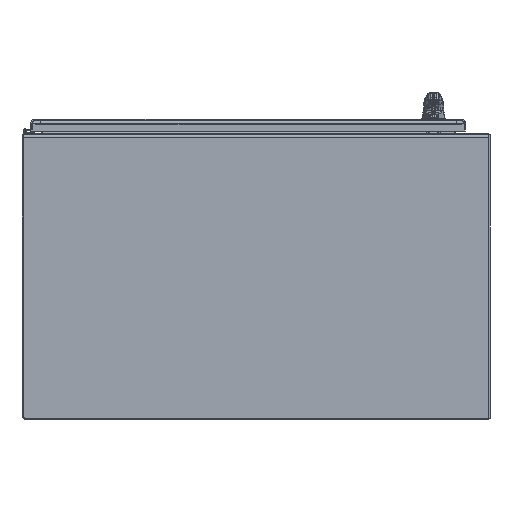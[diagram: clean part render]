
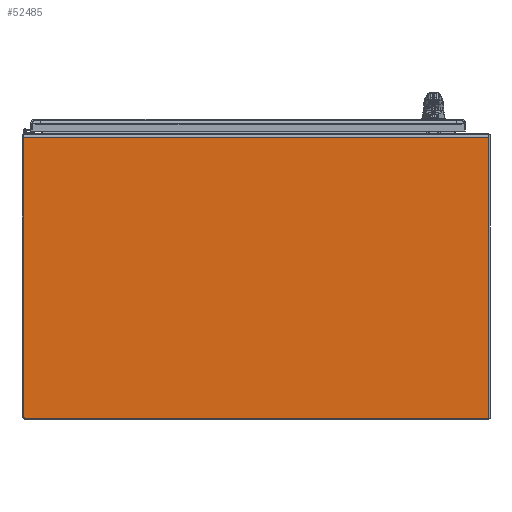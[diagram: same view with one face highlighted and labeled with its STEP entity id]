
A CAD part, front view. The second image highlights one B-rep face of the part: STEP entity #52485.
In plain terms, the highlighted face is planar.
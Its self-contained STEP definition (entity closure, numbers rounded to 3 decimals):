
#2974=PLANE('',#55928);
#4474=FACE_OUTER_BOUND('',#7787,.T.);
#7787=EDGE_LOOP('',(#35828,#35829,#35830,#35831));
#14557=LINE('',#78749,#18719);
#14562=LINE('',#78763,#18724);
#14564=LINE('',#78768,#18726);
#14566=LINE('',#78772,#18728);
#18719=VECTOR('',#62409,23.667);
#18724=VECTOR('',#62420,23.667);
#18726=VECTOR('',#62428,39.292);
#18728=VECTOR('',#62434,39.292);
#22831=VERTEX_POINT('',#78746);
#22832=VERTEX_POINT('',#78748);
#22837=VERTEX_POINT('',#78760);
#22838=VERTEX_POINT('',#78762);
#27833=EDGE_CURVE('',#22831,#22832,#14557,.T.);
#27840=EDGE_CURVE('',#22837,#22838,#14562,.T.);
#27843=EDGE_CURVE('',#22831,#22838,#14564,.T.);
#27845=EDGE_CURVE('',#22832,#22837,#14566,.T.);
#35828=ORIENTED_EDGE('',*,*,#27843,.T.);
#35829=ORIENTED_EDGE('',*,*,#27840,.F.);
#35830=ORIENTED_EDGE('',*,*,#27845,.F.);
#35831=ORIENTED_EDGE('',*,*,#27833,.F.);
#52485=ADVANCED_FACE('',(#4474),#2974,.F.);
#55928=AXIS2_PLACEMENT_3D('',#78773,#62435,#62436);
#62409=DIRECTION('',(0.,-1.,0.));
#62420=DIRECTION('',(0.,1.,0.));
#62428=DIRECTION('',(1.,0.,0.));
#62434=DIRECTION('',(1.,0.,0.));
#62435=DIRECTION('center_axis',(0.,0.,1.));
#62436=DIRECTION('ref_axis',(1.,0.,0.));
#78746=CARTESIAN_POINT('',(0.,23.667,0.));
#78748=CARTESIAN_POINT('',(0.,0.,0.));
#78749=CARTESIAN_POINT('',(0.,23.917,0.));
#78760=CARTESIAN_POINT('',(39.292,0.,0.));
#78762=CARTESIAN_POINT('',(39.292,23.667,0.));
#78763=CARTESIAN_POINT('',(39.292,0.,0.));
#78768=CARTESIAN_POINT('',(9.823,23.667,0.));
#78772=CARTESIAN_POINT('',(0.,0.,0.));
#78773=CARTESIAN_POINT('Origin',(19.646,11.959,0.));
